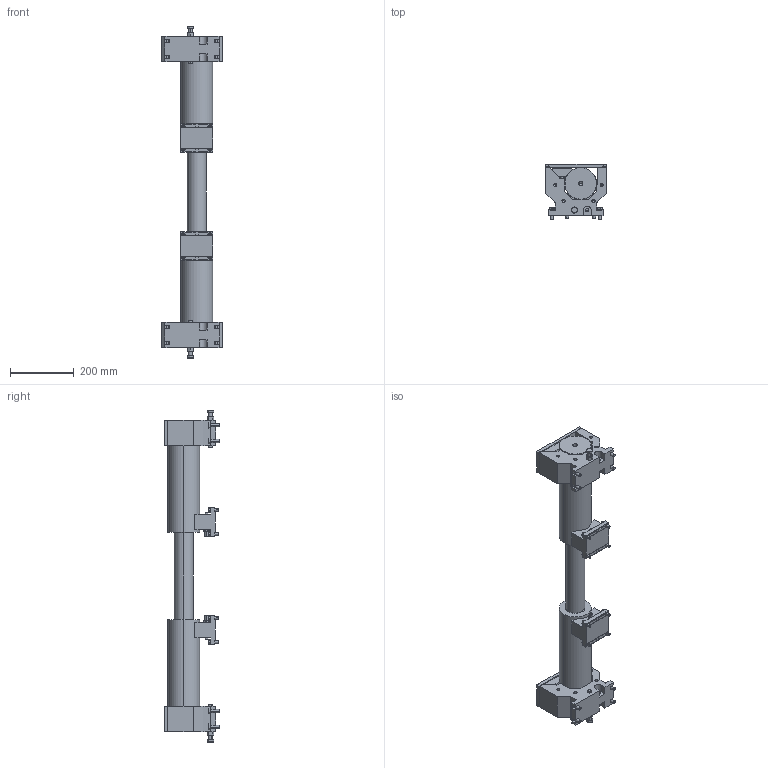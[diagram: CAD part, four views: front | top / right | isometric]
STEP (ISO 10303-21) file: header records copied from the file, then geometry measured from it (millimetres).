
FILE_DESCRIPTION (( 'STEP AP203' ), '1' );
FILE_NAME ('Guide_Translation_Attache_Granite_Un_sldprt.STEP', '2018-04-10T07:32:15', ( '' ), ( '' ), 'SwSTEP 2.0', 'SolidWorks 2017', '' );
FILE_SCHEMA (( 'CONFIG_CONTROL_DESIGN' ));
Length unit declared in the file: millimetre
Products named in the file (1): Guide_Translation_Attache_Granite_Un_sldprt
Bounding box: 190 x 174 x 1045 mm (x, y, z)
Volume: 9800213.4 mm3; surface area: 781399.8 mm2
Topology: 63 solids, 63 shells, 1210 faces, 2744 edges, 1674 vertices
Faces by surface type: plane 586, cone 318, cylinder 282, torus 24
Entity records: 34627 total; most frequent: CARTESIAN_POINT 7633, DIRECTION 5668, ORIENTED_EDGE 5360, EDGE_CURVE 2680, AXIS2_PLACEMENT_3D 2089, VERTEX_POINT 1674, VECTOR 1490, LINE 1490
